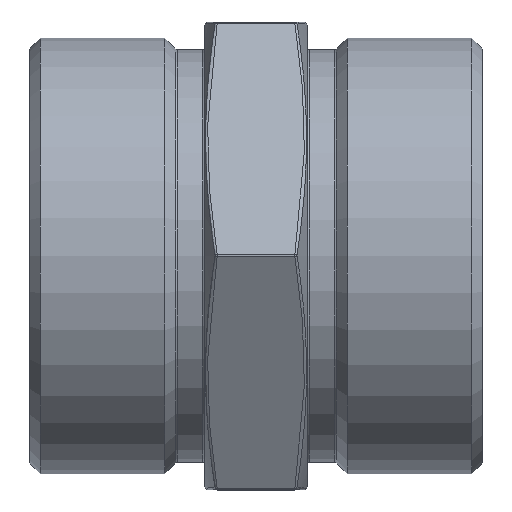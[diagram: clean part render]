
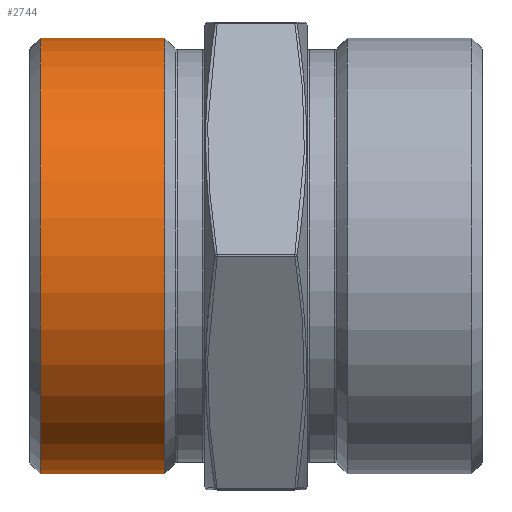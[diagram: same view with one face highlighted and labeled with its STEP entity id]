
A CAD part, top view. The second image highlights one B-rep face of the part: STEP entity #2744.
In plain terms, the highlighted cylindrical face has radius 29.807 mm (diameter 59.614 mm), a full revolution.
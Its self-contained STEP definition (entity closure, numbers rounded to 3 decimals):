
#607 = DIRECTION ( 'NONE',  ( 0., 0., 1. ) ) ;
#1542 = EDGE_LOOP ( 'NONE', ( #10950 ) ) ;
#2109 = AXIS2_PLACEMENT_3D ( 'NONE', #8450, #5975, #12818 ) ;
#2713 = FACE_OUTER_BOUND ( 'NONE', #1542, .T. ) ;
#2744 = ADVANCED_FACE ( 'NONE', ( #12824, #2713 ), #9392, .T. ) ;
#3089 = EDGE_LOOP ( 'NONE', ( #9172 ) ) ;
#3189 = CARTESIAN_POINT ( 'NONE',  ( -29.521, 0., 29.807 ) ) ;
#3361 = AXIS2_PLACEMENT_3D ( 'NONE', #13990, #7300, #607 ) ;
#4191 = CIRCLE ( 'NONE', #2109, 29.807 ) ;
#4210 = VERTEX_POINT ( 'NONE', #3189 ) ;
#4324 = EDGE_CURVE ( 'NONE', #4210, #4210, #4191, .T. ) ;
#4853 = CARTESIAN_POINT ( 'NONE',  ( -12.479, 0., 0. ) ) ;
#5944 = DIRECTION ( 'NONE',  ( 0., 0., 1. ) ) ;
#5975 = DIRECTION ( 'NONE',  ( -1., 0., 0. ) ) ;
#7300 = DIRECTION ( 'NONE',  ( -1., 0., 0. ) ) ;
#7567 = CIRCLE ( 'NONE', #10303, 29.807 ) ;
#8450 = CARTESIAN_POINT ( 'NONE',  ( -29.521, 0., 0. ) ) ;
#8507 = VERTEX_POINT ( 'NONE', #14034 ) ;
#9172 = ORIENTED_EDGE ( 'NONE', *, *, #4324, .F. ) ;
#9392 = CYLINDRICAL_SURFACE ( 'NONE', #3361, 29.807 ) ;
#10277 = DIRECTION ( 'NONE',  ( -1., 0., 0. ) ) ;
#10303 = AXIS2_PLACEMENT_3D ( 'NONE', #4853, #10277, #5944 ) ;
#10950 = ORIENTED_EDGE ( 'NONE', *, *, #12536, .T. ) ;
#12536 = EDGE_CURVE ( 'NONE', #8507, #8507, #7567, .T. ) ;
#12818 = DIRECTION ( 'NONE',  ( 0., 0., 1. ) ) ;
#12824 = FACE_OUTER_BOUND ( 'NONE', #3089, .T. ) ;
#13990 = CARTESIAN_POINT ( 'NONE',  ( -20.458, 0., 0. ) ) ;
#14034 = CARTESIAN_POINT ( 'NONE',  ( -12.479, 0., 29.807 ) ) ;
